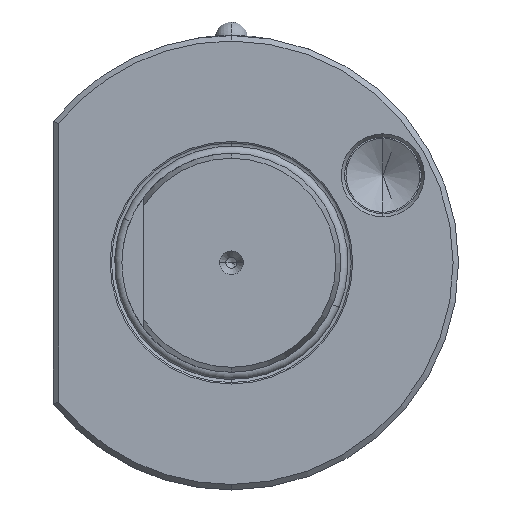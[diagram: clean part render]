
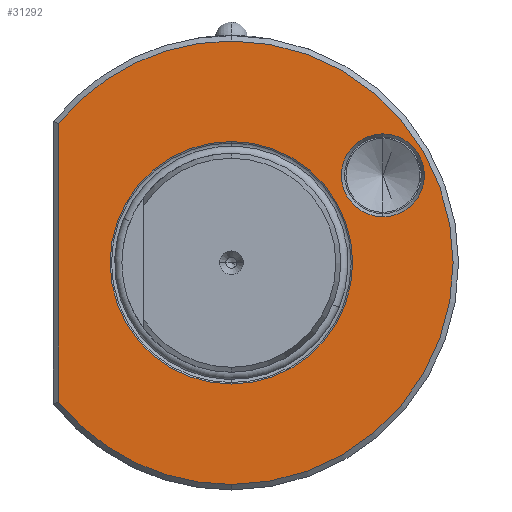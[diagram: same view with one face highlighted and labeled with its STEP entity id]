
A CAD part, left-side view. The second image highlights one B-rep face of the part: STEP entity #31292.
In plain terms, the highlighted planar face has unit normal (-1, 0, 0).
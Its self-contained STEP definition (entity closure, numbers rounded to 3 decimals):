
#7948 = CARTESIAN_POINT ( 'NONE',  ( 2., 0., 22.15 ) ) ;
#7959 = CARTESIAN_POINT ( 'NONE',  ( 2., 0., 40.5 ) ) ;
#7975 = CARTESIAN_POINT ( 'NONE',  ( 2., 31.5, -25.456 ) ) ;
#7980 = CARTESIAN_POINT ( 'NONE',  ( 2., 0., -40.5 ) ) ;
#11099 = DIRECTION ( 'NONE',  ( 0., 0., -1. ) ) ;
#11109 = PLANE ( 'NONE',  #50181 ) ;
#11110 = DIRECTION ( 'NONE',  ( 1., 0., 0. ) ) ;
#11115 = CARTESIAN_POINT ( 'NONE',  ( 2., 20., 0. ) ) ;
#12232 = CARTESIAN_POINT ( 'NONE',  ( 2., 0., 0. ) ) ;
#12254 = DIRECTION ( 'NONE',  ( 0., 0., -1. ) ) ;
#12263 = DIRECTION ( 'NONE',  ( 1., 0., 0. ) ) ;
#12926 = ORIENTED_EDGE ( 'NONE', *, *, #29471, .F. ) ;
#12932 = ORIENTED_EDGE ( 'NONE', *, *, #29758, .F. ) ;
#12979 = ORIENTED_EDGE ( 'NONE', *, *, #29766, .T. ) ;
#13004 = ORIENTED_EDGE ( 'NONE', *, *, #29315, .F. ) ;
#13262 = CARTESIAN_POINT ( 'NONE',  ( 2., -27.68, 8.393 ) ) ;
#13266 = CARTESIAN_POINT ( 'NONE',  ( 2., -27.68, 23.547 ) ) ;
#13320 = CARTESIAN_POINT ( 'NONE',  ( 2., 0., -22.15 ) ) ;
#14705 = CARTESIAN_POINT ( 'NONE',  ( 2., 31.5, 25.456 ) ) ;
#15151 = ORIENTED_EDGE ( 'NONE', *, *, #29762, .T. ) ;
#15157 = ORIENTED_EDGE ( 'NONE', *, *, #29753, .T. ) ;
#15168 = ORIENTED_EDGE ( 'NONE', *, *, #29213, .T. ) ;
#15169 = ORIENTED_EDGE ( 'NONE', *, *, #28513, .T. ) ;
#16306 = DIRECTION ( 'NONE',  ( 0., 0., -1. ) ) ;
#16321 = CARTESIAN_POINT ( 'NONE',  ( 2., 0., 0. ) ) ;
#16323 = DIRECTION ( 'NONE',  ( 1., 0., 0. ) ) ;
#16380 = DIRECTION ( 'NONE',  ( 0., 0., -1. ) ) ;
#16386 = DIRECTION ( 'NONE',  ( 0., 0., -1. ) ) ;
#16402 = DIRECTION ( 'NONE',  ( 0., 0., -1. ) ) ;
#16418 = CARTESIAN_POINT ( 'NONE',  ( 2., -27.68, 15.97 ) ) ;
#16438 = DIRECTION ( 'NONE',  ( 1., 0., 0. ) ) ;
#16443 = CARTESIAN_POINT ( 'NONE',  ( 2., 0., 0. ) ) ;
#16446 = CARTESIAN_POINT ( 'NONE',  ( 2., 31.5, -24.166 ) ) ;
#16459 = DIRECTION ( 'NONE',  ( 1., 0., 0. ) ) ;
#16521 = DIRECTION ( 'NONE',  ( 1., 0., 0. ) ) ;
#16522 = DIRECTION ( 'NONE',  ( 0., 0., -1. ) ) ;
#16553 = CARTESIAN_POINT ( 'NONE',  ( 2., 0., 0. ) ) ;
#17182 = DIRECTION ( 'NONE',  ( 1., 0., 0. ) ) ;
#17208 = DIRECTION ( 'NONE',  ( 0., 0., -1. ) ) ;
#17231 = CARTESIAN_POINT ( 'NONE',  ( 2., 0., 0. ) ) ;
#22442 = DIRECTION ( 'NONE',  ( 1., 0., 0. ) ) ;
#22446 = CARTESIAN_POINT ( 'NONE',  ( 2., -27.68, 15.97 ) ) ;
#22466 = DIRECTION ( 'NONE',  ( 0., 0., -1. ) ) ;
#28513 = EDGE_CURVE ( 'NONE', #35628, #35651, #46779, .T. ) ;
#29213 = EDGE_CURVE ( 'NONE', #35775, #35679, #46977, .T. ) ;
#29315 = EDGE_CURVE ( 'NONE', #35759, #35826, #46973, .T. ) ;
#29471 = EDGE_CURVE ( 'NONE', #35826, #35781, #47081, .T. ) ;
#29753 = EDGE_CURVE ( 'NONE', #35679, #35775, #47173, .T. ) ;
#29758 = EDGE_CURVE ( 'NONE', #35781, #35817, #47176, .T. ) ;
#29762 = EDGE_CURVE ( 'NONE', #35651, #35628, #47162, .T. ) ;
#29766 = EDGE_CURVE ( 'NONE', #35759, #35817, #47167, .T. ) ;
#31292 = ADVANCED_FACE ( 'NONE', ( #48184, #48171, #48153 ), #11109, .F. ) ;
#35628 = VERTEX_POINT ( 'NONE', #13266 ) ;
#35651 = VERTEX_POINT ( 'NONE', #13262 ) ;
#35679 = VERTEX_POINT ( 'NONE', #13320 ) ;
#35759 = VERTEX_POINT ( 'NONE', #14705 ) ;
#35775 = VERTEX_POINT ( 'NONE', #7948 ) ;
#35781 = VERTEX_POINT ( 'NONE', #7980 ) ;
#35817 = VERTEX_POINT ( 'NONE', #7975 ) ;
#35826 = VERTEX_POINT ( 'NONE', #7959 ) ;
#46779 = CIRCLE ( 'NONE', #50253, 7.577 ) ;
#46973 = CIRCLE ( 'NONE', #50313, 40.5 ) ;
#46977 = CIRCLE ( 'NONE', #50271, 22.15 ) ;
#47081 = CIRCLE ( 'NONE', #50338, 40.5 ) ;
#47133 = VECTOR ( 'NONE', #16402, 1000. ) ;
#47162 = CIRCLE ( 'NONE', #50346, 7.577 ) ;
#47167 = LINE ( 'NONE', #16446, #47133 ) ;
#47173 = CIRCLE ( 'NONE', #50354, 22.15 ) ;
#47176 = CIRCLE ( 'NONE', #50339, 40.5 ) ;
#48153 = FACE_OUTER_BOUND ( 'NONE', #51177, .T. ) ;
#48171 = FACE_BOUND ( 'NONE', #51168, .T. ) ;
#48184 = FACE_BOUND ( 'NONE', #51154, .T. ) ;
#50181 = AXIS2_PLACEMENT_3D ( 'NONE', #11115, #11110, #11099 ) ;
#50253 = AXIS2_PLACEMENT_3D ( 'NONE', #22446, #22442, #22466 ) ;
#50271 = AXIS2_PLACEMENT_3D ( 'NONE', #16553, #16521, #16522 ) ;
#50313 = AXIS2_PLACEMENT_3D ( 'NONE', #17231, #17182, #17208 ) ;
#50338 = AXIS2_PLACEMENT_3D ( 'NONE', #12232, #12263, #12254 ) ;
#50339 = AXIS2_PLACEMENT_3D ( 'NONE', #16443, #16438, #16380 ) ;
#50346 = AXIS2_PLACEMENT_3D ( 'NONE', #16418, #16459, #16386 ) ;
#50354 = AXIS2_PLACEMENT_3D ( 'NONE', #16321, #16323, #16306 ) ;
#51154 = EDGE_LOOP ( 'NONE', ( #15168, #15157 ) ) ;
#51168 = EDGE_LOOP ( 'NONE', ( #15169, #15151 ) ) ;
#51177 = EDGE_LOOP ( 'NONE', ( #13004, #12979, #12932, #12926 ) ) ;
